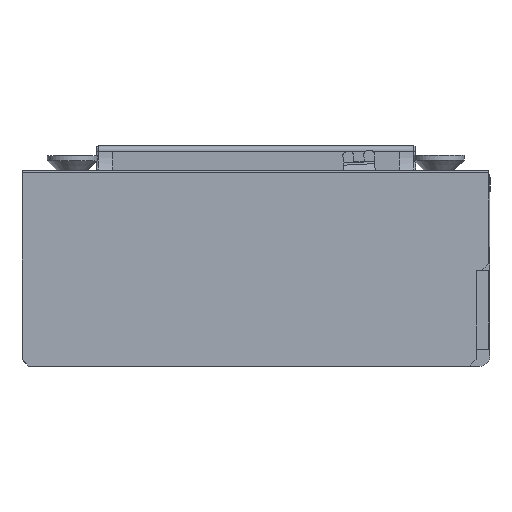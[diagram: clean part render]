
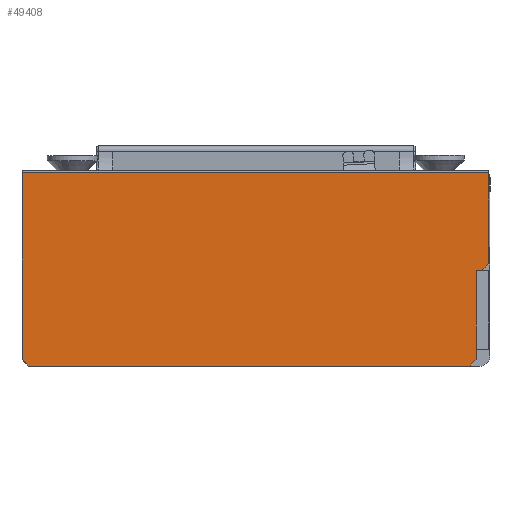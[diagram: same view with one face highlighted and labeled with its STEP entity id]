
A CAD part, front view. The second image highlights one B-rep face of the part: STEP entity #49408.
In plain terms, the highlighted face is planar.
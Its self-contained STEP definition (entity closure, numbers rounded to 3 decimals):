
#722 = ORIENTED_EDGE ( 'NONE', *, *, #4611, .F. ) ;
#1138 = LINE ( 'NONE', #34466, #19911 ) ;
#2434 = ORIENTED_EDGE ( 'NONE', *, *, #47859, .F. ) ;
#2520 = AXIS2_PLACEMENT_3D ( 'NONE', #61159, #56752, #32741 ) ;
#2644 = VECTOR ( 'NONE', #22846, 1000. ) ;
#3040 = EDGE_CURVE ( 'NONE', #44744, #30411, #18654, .T. ) ;
#3114 = VERTEX_POINT ( 'NONE', #5404 ) ;
#3438 = LINE ( 'NONE', #46617, #29122 ) ;
#4611 = EDGE_CURVE ( 'NONE', #13375, #20279, #43012, .T. ) ;
#5404 = CARTESIAN_POINT ( 'NONE',  ( 33.6, -13.7, 0. ) ) ;
#6044 = EDGE_CURVE ( 'NONE', #27812, #30411, #3438, .T. ) ;
#6136 = DIRECTION ( 'NONE',  ( 0., 1., 0. ) ) ;
#6984 = CARTESIAN_POINT ( 'NONE',  ( 32.6, 0.3, 0. ) ) ;
#7188 = CARTESIAN_POINT ( 'NONE',  ( 30.8, 14., 0. ) ) ;
#8034 = ORIENTED_EDGE ( 'NONE', *, *, #6044, .F. ) ;
#12555 = ORIENTED_EDGE ( 'NONE', *, *, #22653, .F. ) ;
#13375 = VERTEX_POINT ( 'NONE', #36260 ) ;
#14669 = LINE ( 'NONE', #33835, #42891 ) ;
#15265 = CARTESIAN_POINT ( 'NONE',  ( 33.6, 14., 0. ) ) ;
#15317 = CARTESIAN_POINT ( 'NONE',  ( -33.2, 14., 0. ) ) ;
#16870 = DIRECTION ( 'NONE',  ( 0.707, -0.707, 0. ) ) ;
#17328 = VERTEX_POINT ( 'NONE', #6984 ) ;
#18654 = LINE ( 'NONE', #37524, #45966 ) ;
#19165 = CARTESIAN_POINT ( 'NONE',  ( 33.6, 0.3, 0. ) ) ;
#19911 = VECTOR ( 'NONE', #58778, 1000. ) ;
#20279 = VERTEX_POINT ( 'NONE', #54374 ) ;
#22653 = EDGE_CURVE ( 'NONE', #3114, #23561, #44852, .T. ) ;
#22705 = PLANE ( 'NONE',  #2520 ) ;
#22846 = DIRECTION ( 'NONE',  ( -0.707, -0.707, 0. ) ) ;
#23561 = VERTEX_POINT ( 'NONE', #40536 ) ;
#24137 = DIRECTION ( 'NONE',  ( 0., -1., 0. ) ) ;
#26485 = CARTESIAN_POINT ( 'NONE',  ( 31.8, 13., 0. ) ) ;
#26633 = VECTOR ( 'NONE', #6136, 1000. ) ;
#26706 = CARTESIAN_POINT ( 'NONE',  ( 31.8, 0.3, 0. ) ) ;
#27530 = ORIENTED_EDGE ( 'NONE', *, *, #58520, .T. ) ;
#27812 = VERTEX_POINT ( 'NONE', #26706 ) ;
#29122 = VECTOR ( 'NONE', #46917, 1000. ) ;
#30411 = VERTEX_POINT ( 'NONE', #26485 ) ;
#32741 = DIRECTION ( 'NONE',  ( 1., 0., 0. ) ) ;
#33835 = CARTESIAN_POINT ( 'NONE',  ( -37.5, -13.7, 0. ) ) ;
#34466 = CARTESIAN_POINT ( 'NONE',  ( -37.5, 14., 0. ) ) ;
#34587 = EDGE_CURVE ( 'NONE', #42618, #3114, #14669, .T. ) ;
#36260 = CARTESIAN_POINT ( 'NONE',  ( -32.2, 14., 0. ) ) ;
#37524 = CARTESIAN_POINT ( 'NONE',  ( 31.8, 13., 0. ) ) ;
#38346 = DIRECTION ( 'NONE',  ( -1., 0., 0. ) ) ;
#38387 = EDGE_LOOP ( 'NONE', ( #61656, #722, #38676, #60362, #8034, #2434, #27530, #12555, #62290 ) ) ;
#38676 = ORIENTED_EDGE ( 'NONE', *, *, #51607, .F. ) ;
#40491 = CARTESIAN_POINT ( 'NONE',  ( 33.6, -0.7, 0. ) ) ;
#40536 = CARTESIAN_POINT ( 'NONE',  ( 33.6, -0.7, 0. ) ) ;
#40795 = DIRECTION ( 'NONE',  ( 1., 0., 0. ) ) ;
#42618 = VERTEX_POINT ( 'NONE', #53200 ) ;
#42891 = VECTOR ( 'NONE', #40795, 1000. ) ;
#43012 = LINE ( 'NONE', #47742, #2644 ) ;
#43391 = LINE ( 'NONE', #19165, #53964 ) ;
#44744 = VERTEX_POINT ( 'NONE', #7188 ) ;
#44852 = LINE ( 'NONE', #15265, #26633 ) ;
#45966 = VECTOR ( 'NONE', #47365, 1000. ) ;
#46485 = EDGE_CURVE ( 'NONE', #20279, #42618, #49370, .T. ) ;
#46617 = CARTESIAN_POINT ( 'NONE',  ( 31.8, 14., 0. ) ) ;
#46917 = DIRECTION ( 'NONE',  ( 0., 1., 0. ) ) ;
#47365 = DIRECTION ( 'NONE',  ( 0.707, -0.707, 0. ) ) ;
#47742 = CARTESIAN_POINT ( 'NONE',  ( -32.2, 14., 0. ) ) ;
#47859 = EDGE_CURVE ( 'NONE', #17328, #27812, #43391, .T. ) ;
#49370 = LINE ( 'NONE', #15317, #57882 ) ;
#49408 = ADVANCED_FACE ( 'NONE', ( #56451 ), #22705, .F. ) ;
#49924 = VECTOR ( 'NONE', #16870, 1000. ) ;
#51607 = EDGE_CURVE ( 'NONE', #44744, #13375, #1138, .T. ) ;
#53200 = CARTESIAN_POINT ( 'NONE',  ( -33.2, -13.7, 0. ) ) ;
#53964 = VECTOR ( 'NONE', #38346, 1000. ) ;
#54374 = CARTESIAN_POINT ( 'NONE',  ( -33.2, 13., 0. ) ) ;
#56451 = FACE_OUTER_BOUND ( 'NONE', #38387, .T. ) ;
#56752 = DIRECTION ( 'NONE',  ( 0., 0., 1. ) ) ;
#57882 = VECTOR ( 'NONE', #24137, 1000. ) ;
#58520 = EDGE_CURVE ( 'NONE', #17328, #23561, #60021, .T. ) ;
#58778 = DIRECTION ( 'NONE',  ( -1., 0., 0. ) ) ;
#60021 = LINE ( 'NONE', #40491, #49924 ) ;
#60362 = ORIENTED_EDGE ( 'NONE', *, *, #3040, .T. ) ;
#61159 = CARTESIAN_POINT ( 'NONE',  ( -37.5, 14., 0. ) ) ;
#61656 = ORIENTED_EDGE ( 'NONE', *, *, #46485, .F. ) ;
#62290 = ORIENTED_EDGE ( 'NONE', *, *, #34587, .F. ) ;
